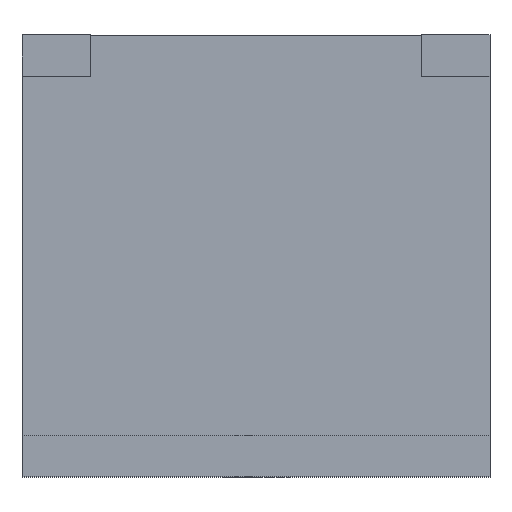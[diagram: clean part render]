
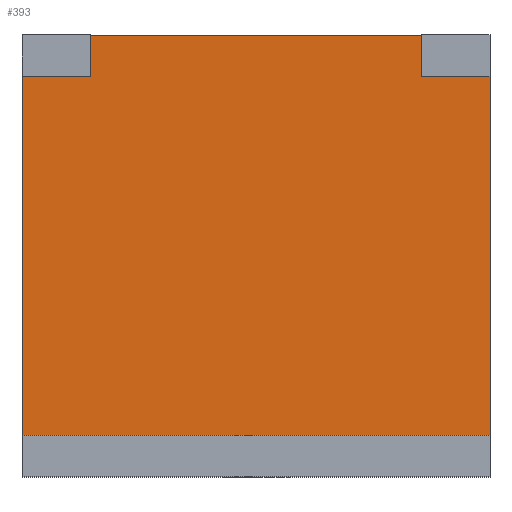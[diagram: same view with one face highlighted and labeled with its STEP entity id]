
A CAD part, top view. The second image highlights one B-rep face of the part: STEP entity #393.
In plain terms, the highlighted planar face has unit normal (0, 0, 1).
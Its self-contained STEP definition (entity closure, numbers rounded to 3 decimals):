
#27=PLANE('',#440);
#44=FACE_OUTER_BOUND('',#65,.T.);
#65=EDGE_LOOP('',(#295,#296,#297,#298,#299,#300,#301,#302));
#92=LINE('',#588,#134);
#99=LINE('',#602,#141);
#100=LINE('',#604,#142);
#101=LINE('',#606,#143);
#102=LINE('',#608,#144);
#103=LINE('',#610,#145);
#104=LINE('',#612,#146);
#105=LINE('',#613,#147);
#134=VECTOR('',#482,10.);
#141=VECTOR('',#493,10.);
#142=VECTOR('',#494,10.);
#143=VECTOR('',#495,10.);
#144=VECTOR('',#496,10.);
#145=VECTOR('',#497,10.);
#146=VECTOR('',#498,10.);
#147=VECTOR('',#499,10.);
#190=VERTEX_POINT('',#586);
#191=VERTEX_POINT('',#587);
#196=VERTEX_POINT('',#601);
#197=VERTEX_POINT('',#603);
#198=VERTEX_POINT('',#605);
#199=VERTEX_POINT('',#607);
#200=VERTEX_POINT('',#609);
#201=VERTEX_POINT('',#611);
#228=EDGE_CURVE('',#190,#191,#92,.T.);
#235=EDGE_CURVE('',#191,#196,#99,.T.);
#236=EDGE_CURVE('',#196,#197,#100,.T.);
#237=EDGE_CURVE('',#197,#198,#101,.T.);
#238=EDGE_CURVE('',#198,#199,#102,.T.);
#239=EDGE_CURVE('',#199,#200,#103,.T.);
#240=EDGE_CURVE('',#200,#201,#104,.T.);
#241=EDGE_CURVE('',#201,#190,#105,.T.);
#295=ORIENTED_EDGE('',*,*,#228,.T.);
#296=ORIENTED_EDGE('',*,*,#235,.T.);
#297=ORIENTED_EDGE('',*,*,#236,.T.);
#298=ORIENTED_EDGE('',*,*,#237,.T.);
#299=ORIENTED_EDGE('',*,*,#238,.T.);
#300=ORIENTED_EDGE('',*,*,#239,.T.);
#301=ORIENTED_EDGE('',*,*,#240,.T.);
#302=ORIENTED_EDGE('',*,*,#241,.T.);
#393=ADVANCED_FACE('',(#44),#27,.T.);
#440=AXIS2_PLACEMENT_3D('',#600,#491,#492);
#482=DIRECTION('',(1.,0.,0.));
#491=DIRECTION('center_axis',(0.,0.,1.));
#492=DIRECTION('ref_axis',(1.,0.,0.));
#493=DIRECTION('',(0.,1.,0.));
#494=DIRECTION('',(-1.,0.,0.));
#495=DIRECTION('',(0.,1.,0.));
#496=DIRECTION('',(-1.,0.,0.));
#497=DIRECTION('',(0.,-1.,0.));
#498=DIRECTION('',(-1.,0.,0.));
#499=DIRECTION('',(0.,-1.,0.));
#586=CARTESIAN_POINT('',(-28.15,-21.6,2.));
#587=CARTESIAN_POINT('',(28.15,-21.6,2.));
#588=CARTESIAN_POINT('',(14.075,-21.6,2.));
#600=CARTESIAN_POINT('Origin',(0.,0.,2.));
#601=CARTESIAN_POINT('',(28.15,21.6,2.));
#602=CARTESIAN_POINT('',(28.15,-26.6,2.));
#603=CARTESIAN_POINT('',(19.95,21.6,2.));
#604=CARTESIAN_POINT('',(9.975,21.6,2.));
#605=CARTESIAN_POINT('',(19.95,26.6,2.));
#606=CARTESIAN_POINT('',(19.95,13.3,2.));
#607=CARTESIAN_POINT('',(-19.95,26.6,2.));
#608=CARTESIAN_POINT('',(28.15,26.6,2.));
#609=CARTESIAN_POINT('',(-19.95,21.6,2.));
#610=CARTESIAN_POINT('',(-19.95,10.8,2.));
#611=CARTESIAN_POINT('',(-28.15,21.6,2.));
#612=CARTESIAN_POINT('',(-14.075,21.6,2.));
#613=CARTESIAN_POINT('',(-28.15,26.6,2.));
